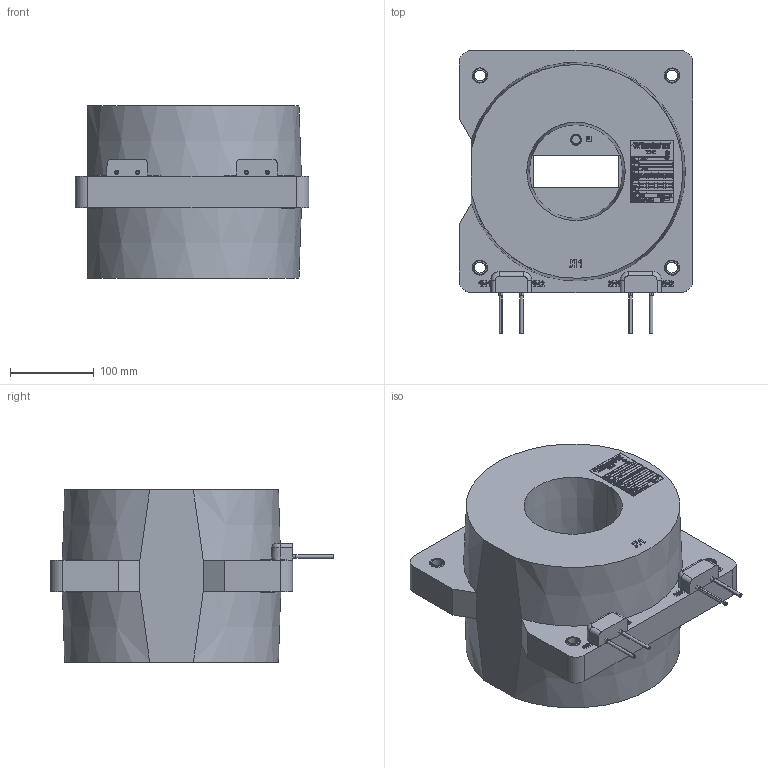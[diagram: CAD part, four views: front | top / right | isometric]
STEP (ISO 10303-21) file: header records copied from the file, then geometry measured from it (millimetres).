
FILE_DESCRIPTION (( 'STEP AP214' ), '1' );
FILE_NAME ('ﾒﾋﾊ-ﾑﾒ-10-ﾒﾘﾋﾏ(ﾏ).STEP', '2023-07-20T04:30:13', ( '' ), ( '' ), 'SwSTEP 2.0', 'SolidWorks 2014', '' );
FILE_SCHEMA (( 'AUTOMOTIVE_DESIGN' ));
Length unit declared in the file: millimetre
Products named in the file (56): ﾘ琺矜 6.65ﾃ.019 ﾃﾎﾑﾒ 6402-70 (DIN127B); 腻蜞朦4^屡扔.671235.312-01-01蚜_-02; 2,5-6-刳-0,3 襞旂 22021-82; ﾘ琺矜 6.016 ﾃﾎﾑﾒ11371-78 (DIN125A); 厌铕赅3^屡扔.671235.312-01-01蚜; 屡扔.713174.003 买箅赅; 令腧 󊬱2.58.019 梦岩 7798-70 (DIN933); 桤铍 镳钼^厌铕赅3_屡扔.671235.312-01-01蚜; 腻蜞朦4^屡扔.671235.312-01-01蚜; 镳钼钿^厌铕赅3_屡扔.671235.312-01-01蚜; ÂÅÈÓ.758472.007-01 Ãàéêà; 屡扔.713174.003 买箅赅_-01; ������ ����-10  3_-� 2-� ���; ÂÅÈÓ.754312.182À Òàáëè÷êà òåõíè÷åñêèõ äàííûõ ÒËÊ-ÑÒ_; 扻豵鵨 眧冾-10  3; ﾒﾋﾊ-ﾑﾒ-10-ﾒﾘﾋﾏ(ﾏ); ÂÅÈÓ.754312.182À Òàáëè÷êà òåõíè÷åñêèõ äàííûõ ÒËÊ-ÑÒ__-00; ﾏ瑕褪 ﾌ6; 屡扔.671235.312-01-01蚜_-27; 腻蜞朦4^屡扔.671235.312-01-01蚜_01
Assembly tree (32 placements, depth 4):
  ﾘ琺矜 6.65ﾃ.019 ﾃﾎﾑﾒ 6402-70 (DIN127B)
  2,5-6-刳-0,3 襞旂 22021-82
  ﾘ琺矜 6.016 ﾃﾎﾑﾒ11371-78 (DIN125A)
  屡扔.713174.003 买箅赅
  令腧 󊬱2.58.019 梦岩 7798-70 (DIN933)
Bounding box: 280 x 339 x 207.6 mm (x, y, z)
Volume: 9998134.7 mm3; surface area: 456411.1 mm2
Topology: 40 solids, 40 shells, 3453 faces, 9004 edges, 5926 vertices
Faces by surface type: plane 2111, bspline 929, cylinder 268, cone 131, torus 14
Entity records: 170196 total; most frequent: CARTESIAN_POINT 70869, ORIENTED_EDGE 16066, DIRECTION 10752, EDGE_CURVE 8033, LINE 5914, VECTOR 5914, VERTEX_POINT 5340, EDGE_LOOP 3351
